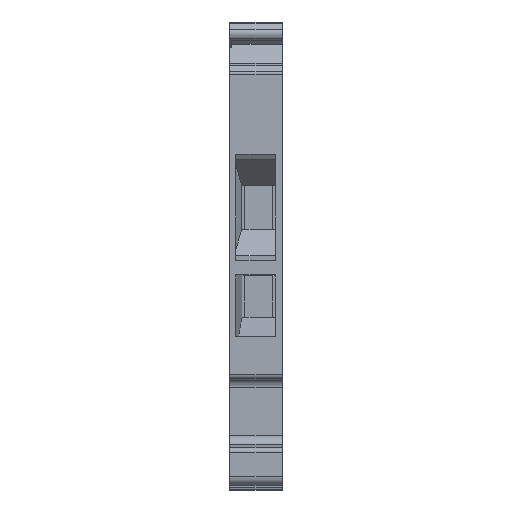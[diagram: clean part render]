
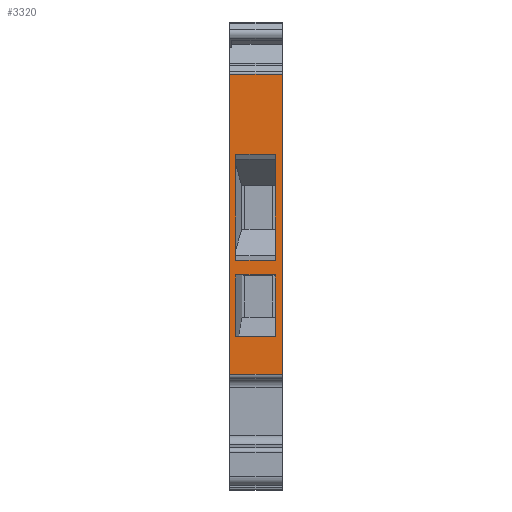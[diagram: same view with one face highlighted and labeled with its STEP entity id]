
A CAD part, left-side view. The second image highlights one B-rep face of the part: STEP entity #3320.
In plain terms, the highlighted planar face has unit normal (-1, 0, 0).
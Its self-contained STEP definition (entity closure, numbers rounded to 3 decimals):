
#924=ORIENTED_EDGE('',*,*,#1331,.F.);
#925=ORIENTED_EDGE('',*,*,#1444,.F.);
#926=ORIENTED_EDGE('',*,*,#1335,.F.);
#927=ORIENTED_EDGE('',*,*,#1333,.F.);
#928=ORIENTED_EDGE('',*,*,#1437,.F.);
#929=ORIENTED_EDGE('',*,*,#1438,.F.);
#930=ORIENTED_EDGE('',*,*,#1326,.F.);
#931=ORIENTED_EDGE('',*,*,#1325,.F.);
#932=ORIENTED_EDGE('',*,*,#1534,.T.);
#933=ORIENTED_EDGE('',*,*,#1158,.F.);
#934=ORIENTED_EDGE('',*,*,#1535,.T.);
#935=ORIENTED_EDGE('',*,*,#1409,.T.);
#1158=EDGE_CURVE('',#1634,#1635,#1947,.T.);
#1325=EDGE_CURVE('',#1774,#1773,#2077,.T.);
#1326=EDGE_CURVE('',#1773,#1775,#2078,.T.);
#1331=EDGE_CURVE('',#1779,#1777,#2083,.T.);
#1333=EDGE_CURVE('',#1777,#1780,#2085,.T.);
#1335=EDGE_CURVE('',#1780,#1781,#2087,.T.);
#1409=EDGE_CURVE('',#1853,#1852,#2135,.T.);
#1437=EDGE_CURVE('',#1874,#1774,#2154,.T.);
#1438=EDGE_CURVE('',#1775,#1874,#2155,.T.);
#1444=EDGE_CURVE('',#1781,#1779,#2160,.T.);
#1534=EDGE_CURVE('',#1852,#1635,#2248,.T.);
#1535=EDGE_CURVE('',#1634,#1853,#2249,.F.);
#1634=VERTEX_POINT('',#4680);
#1635=VERTEX_POINT('',#4682);
#1773=VERTEX_POINT('',#5014);
#1774=VERTEX_POINT('',#5016);
#1775=VERTEX_POINT('',#5020);
#1777=VERTEX_POINT('',#5025);
#1779=VERTEX_POINT('',#5029);
#1780=VERTEX_POINT('',#5034);
#1781=VERTEX_POINT('',#5038);
#1852=VERTEX_POINT('',#5186);
#1853=VERTEX_POINT('',#5188);
#1874=VERTEX_POINT('',#5239);
#1947=LINE('',#4681,#2335);
#2077=LINE('',#5017,#2465);
#2078=LINE('',#5019,#2466);
#2083=LINE('',#5030,#2471);
#2085=LINE('',#5033,#2473);
#2087=LINE('',#5037,#2475);
#2135=LINE('',#5187,#2523);
#2154=LINE('',#5240,#2542);
#2155=LINE('',#5242,#2543);
#2160=LINE('',#5251,#2548);
#2248=LINE('',#5426,#2636);
#2249=LINE('',#5428,#2637);
#2335=VECTOR('',#3724,1000.);
#2465=VECTOR('',#3986,1000.);
#2466=VECTOR('',#3989,1000.);
#2471=VECTOR('',#3996,1000.);
#2473=VECTOR('',#4000,1000.);
#2475=VECTOR('',#4004,1000.);
#2523=VECTOR('',#4112,1000.);
#2542=VECTOR('',#4155,1000.);
#2543=VECTOR('',#4158,1000.);
#2548=VECTOR('',#4169,1000.);
#2636=VECTOR('',#4415,1000.);
#2637=VECTOR('',#4418,1000.);
#2810=EDGE_LOOP('',(#924,#925,#926,#927));
#2811=EDGE_LOOP('',(#928,#929,#930,#931));
#2812=EDGE_LOOP('',(#932,#933,#934,#935));
#3002=FACE_BOUND('',#2810,.T.);
#3003=FACE_BOUND('',#2811,.T.);
#3004=FACE_BOUND('',#2812,.T.);
#3157=PLANE('',#3589);
#3320=ADVANCED_FACE('',(#3002,#3003,#3004),#3157,.F.);
#3589=AXIS2_PLACEMENT_3D('',#5427,#4416,#4417);
#3724=DIRECTION('',(0.,0.,-1.));
#3986=DIRECTION('',(0.,0.,-1.));
#3989=DIRECTION('',(0.,-1.,0.));
#3996=DIRECTION('',(0.,1.,0.));
#4000=DIRECTION('',(0.,0.,-1.));
#4004=DIRECTION('',(0.,-1.,0.));
#4112=DIRECTION('',(0.,0.,-1.));
#4155=DIRECTION('',(0.,1.,0.));
#4158=DIRECTION('',(0.,0.,1.));
#4169=DIRECTION('',(0.,0.,1.));
#4415=DIRECTION('',(0.,-1.,0.));
#4416=DIRECTION('',(1.,0.,0.));
#4417=DIRECTION('',(0.,0.,-1.));
#4418=DIRECTION('',(0.,-1.,0.));
#4680=CARTESIAN_POINT('',(-33.5,-2.7,20.593));
#4681=CARTESIAN_POINT('',(-33.5,-2.7,26.5));
#4682=CARTESIAN_POINT('',(-33.5,-2.7,-13.402));
#5014=CARTESIAN_POINT('',(-33.5,2.59,-9.148));
#5016=CARTESIAN_POINT('',(-33.5,2.59,-2.148));
#5017=CARTESIAN_POINT('',(-33.5,2.59,-9.148));
#5019=CARTESIAN_POINT('',(-33.5,2.59,-9.148));
#5020=CARTESIAN_POINT('',(-33.5,-1.9,-9.148));
#5025=CARTESIAN_POINT('',(-33.5,2.59,11.502));
#5029=CARTESIAN_POINT('',(-33.5,-1.9,11.502));
#5030=CARTESIAN_POINT('',(-33.5,2.59,11.502));
#5033=CARTESIAN_POINT('',(-33.5,2.59,-0.498));
#5034=CARTESIAN_POINT('',(-33.5,2.59,-0.498));
#5037=CARTESIAN_POINT('',(-33.5,2.59,-0.498));
#5038=CARTESIAN_POINT('',(-33.5,-1.9,-0.498));
#5186=CARTESIAN_POINT('',(-33.5,3.3,-13.402));
#5187=CARTESIAN_POINT('',(-33.5,3.3,26.5));
#5188=CARTESIAN_POINT('',(-33.5,3.3,20.593));
#5239=CARTESIAN_POINT('',(-33.5,-1.9,-2.148));
#5240=CARTESIAN_POINT('',(-33.5,2.59,-2.148));
#5242=CARTESIAN_POINT('',(-33.5,-1.9,-2.148));
#5251=CARTESIAN_POINT('',(-33.5,-1.9,11.502));
#5426=CARTESIAN_POINT('',(-33.5,-2.7,-13.402));
#5427=CARTESIAN_POINT('',(-33.5,-2.7,26.5));
#5428=CARTESIAN_POINT('',(-33.5,3.3,20.593));
